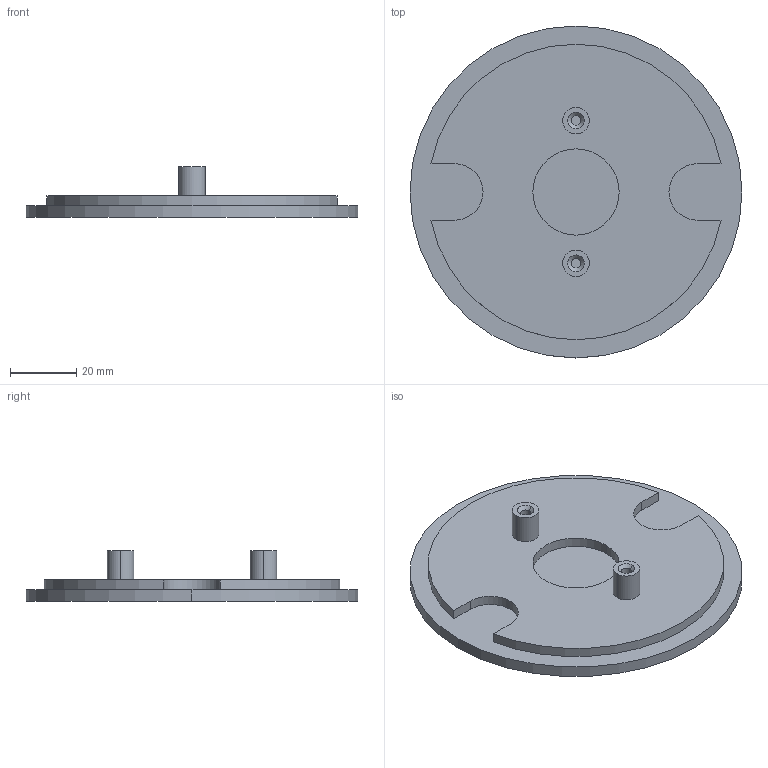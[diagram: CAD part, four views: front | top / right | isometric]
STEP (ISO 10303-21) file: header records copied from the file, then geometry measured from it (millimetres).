
FILE_DESCRIPTION (( 'STEP AP214' ), '1' );
FILE_NAME ('084.403.004.STEP', '2014-03-12T11:25:52', ( '' ), ( '' ), 'SwSTEP 2.0', 'SolidWorks 2011', '' );
FILE_SCHEMA (( 'AUTOMOTIVE_DESIGN' ));
Length unit declared in the file: millimetre
Products named in the file (1): 084.403.004
Bounding box: 100 x 100 x 15.3 mm (x, y, z)
Volume: 43840.2 mm3; surface area: 18634.8 mm2
Topology: 1 solids, 1 shells, 33 faces, 71 edges, 46 vertices
Faces by surface type: cylinder 17, plane 12, cone 4
Entity records: 945 total; most frequent: DIRECTION 177, CARTESIAN_POINT 151, ORIENTED_EDGE 142, AXIS2_PLACEMENT_3D 72, EDGE_CURVE 71, VERTEX_POINT 46, EDGE_LOOP 39, CIRCLE 38
